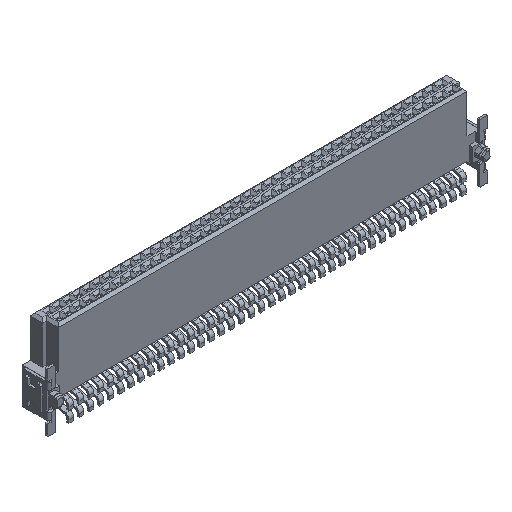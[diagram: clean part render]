
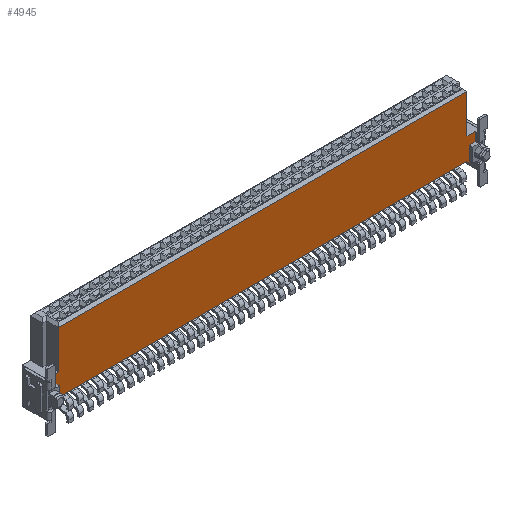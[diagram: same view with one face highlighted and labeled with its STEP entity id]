
A CAD part, isometric view. The second image highlights one B-rep face of the part: STEP entity #4945.
In plain terms, the highlighted planar face has unit normal (0, -1, 0).
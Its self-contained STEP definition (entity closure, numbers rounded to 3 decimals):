
#4822=AXIS2_PLACEMENT_3D('Plane Axis2P3D',#4819,#4820,#4821) ;
#908=CARTESIAN_POINT('Vertex',(1.115,1.373,5.8)) ;
#911=CARTESIAN_POINT('Line Origine',(1.63,1.373,5.8)) ;
#915=CARTESIAN_POINT('Vertex',(2.145,1.373,5.8)) ;
#1047=CARTESIAN_POINT('Vertex',(53.695,1.373,5.8)) ;
#1050=CARTESIAN_POINT('Line Origine',(54.21,1.373,5.8)) ;
#1054=CARTESIAN_POINT('Vertex',(54.725,1.373,5.8)) ;
#3854=CARTESIAN_POINT('Vertex',(1.115,1.373,2.85)) ;
#3859=CARTESIAN_POINT('Line Origine',(1.48,1.373,2.85)) ;
#3863=CARTESIAN_POINT('Vertex',(1.845,1.373,2.85)) ;
#4146=CARTESIAN_POINT('Vertex',(1.115,1.373,4.65)) ;
#4158=CARTESIAN_POINT('Vertex',(1.845,1.373,4.65)) ;
#4161=CARTESIAN_POINT('Line Origine',(1.48,1.373,4.65)) ;
#4806=CARTESIAN_POINT('Line Origine',(1.115,1.373,5.225)) ;
#4819=CARTESIAN_POINT('Axis2P3D Location',(43.995,1.373,10.85)) ;
#4824=CARTESIAN_POINT('Line Origine',(27.92,1.373,3.)) ;
#4828=CARTESIAN_POINT('Vertex',(53.695,1.373,3.)) ;
#4830=CARTESIAN_POINT('Vertex',(2.145,1.373,3.)) ;
#4833=CARTESIAN_POINT('Line Origine',(53.945,1.373,2.75)) ;
#4837=CARTESIAN_POINT('Vertex',(54.195,1.373,2.5)) ;
#4840=CARTESIAN_POINT('Line Origine',(54.46,1.373,2.5)) ;
#4844=CARTESIAN_POINT('Vertex',(54.725,1.373,2.5)) ;
#4847=CARTESIAN_POINT('Line Origine',(54.725,1.373,2.675)) ;
#4851=CARTESIAN_POINT('Vertex',(54.725,1.373,2.85)) ;
#4854=CARTESIAN_POINT('Line Origine',(54.36,1.373,2.85)) ;
#4858=CARTESIAN_POINT('Vertex',(53.995,1.373,2.85)) ;
#4861=CARTESIAN_POINT('Line Origine',(53.995,1.373,3.75)) ;
#4865=CARTESIAN_POINT('Vertex',(53.995,1.373,4.65)) ;
#4868=CARTESIAN_POINT('Line Origine',(54.36,1.373,4.65)) ;
#4872=CARTESIAN_POINT('Vertex',(54.725,1.373,4.65)) ;
#4875=CARTESIAN_POINT('Line Origine',(54.725,1.373,5.225)) ;
#4880=CARTESIAN_POINT('Line Origine',(53.695,1.373,8.225)) ;
#4884=CARTESIAN_POINT('Vertex',(53.695,1.373,10.65)) ;
#4887=CARTESIAN_POINT('Line Origine',(27.92,1.373,10.65)) ;
#4891=CARTESIAN_POINT('Vertex',(2.145,1.373,10.65)) ;
#4894=CARTESIAN_POINT('Line Origine',(2.145,1.373,8.225)) ;
#4899=CARTESIAN_POINT('Line Origine',(1.845,1.373,3.75)) ;
#4904=CARTESIAN_POINT('Line Origine',(1.115,1.373,2.675)) ;
#4908=CARTESIAN_POINT('Vertex',(1.115,1.373,2.5)) ;
#4911=CARTESIAN_POINT('Line Origine',(1.38,1.373,2.5)) ;
#4915=CARTESIAN_POINT('Vertex',(1.645,1.373,2.5)) ;
#4918=CARTESIAN_POINT('Line Origine',(1.895,1.373,2.75)) ;
#912=DIRECTION('Vector Direction',(-1.,0.,0.)) ;
#1051=DIRECTION('Vector Direction',(-1.,0.,0.)) ;
#3860=DIRECTION('Vector Direction',(-1.,0.,0.)) ;
#4162=DIRECTION('Vector Direction',(1.,0.,0.)) ;
#4807=DIRECTION('Vector Direction',(0.,0.,-1.)) ;
#4820=DIRECTION('Axis2P3D Direction',(0.,-1.,0.)) ;
#4821=DIRECTION('Axis2P3D XDirection',(0.,0.,-1.)) ;
#4825=DIRECTION('Vector Direction',(-1.,0.,0.)) ;
#4834=DIRECTION('Vector Direction',(0.707,0.,-0.707)) ;
#4841=DIRECTION('Vector Direction',(1.,0.,0.)) ;
#4848=DIRECTION('Vector Direction',(0.,0.,1.)) ;
#4855=DIRECTION('Vector Direction',(-1.,0.,0.)) ;
#4862=DIRECTION('Vector Direction',(0.,0.,1.)) ;
#4869=DIRECTION('Vector Direction',(1.,0.,0.)) ;
#4876=DIRECTION('Vector Direction',(0.,0.,1.)) ;
#4881=DIRECTION('Vector Direction',(0.,0.,1.)) ;
#4888=DIRECTION('Vector Direction',(-1.,0.,0.)) ;
#4895=DIRECTION('Vector Direction',(0.,0.,-1.)) ;
#4900=DIRECTION('Vector Direction',(0.,0.,-1.)) ;
#4905=DIRECTION('Vector Direction',(0.,0.,-1.)) ;
#4912=DIRECTION('Vector Direction',(1.,0.,0.)) ;
#4919=DIRECTION('Vector Direction',(0.707,0.,0.707)) ;
#913=VECTOR('Line Direction',#912,1.) ;
#1052=VECTOR('Line Direction',#1051,1.) ;
#3861=VECTOR('Line Direction',#3860,1.) ;
#4163=VECTOR('Line Direction',#4162,1.) ;
#4808=VECTOR('Line Direction',#4807,1.) ;
#4826=VECTOR('Line Direction',#4825,1.) ;
#4835=VECTOR('Line Direction',#4834,1.) ;
#4842=VECTOR('Line Direction',#4841,1.) ;
#4849=VECTOR('Line Direction',#4848,1.) ;
#4856=VECTOR('Line Direction',#4855,1.) ;
#4863=VECTOR('Line Direction',#4862,1.) ;
#4870=VECTOR('Line Direction',#4869,1.) ;
#4877=VECTOR('Line Direction',#4876,1.) ;
#4882=VECTOR('Line Direction',#4881,1.) ;
#4889=VECTOR('Line Direction',#4888,1.) ;
#4896=VECTOR('Line Direction',#4895,1.) ;
#4901=VECTOR('Line Direction',#4900,1.) ;
#4906=VECTOR('Line Direction',#4905,1.) ;
#4913=VECTOR('Line Direction',#4912,1.) ;
#4920=VECTOR('Line Direction',#4919,1.) ;
#4924=ORIENTED_EDGE('',*,*,#4832,.F.) ;
#4925=ORIENTED_EDGE('',*,*,#4839,.T.) ;
#4926=ORIENTED_EDGE('',*,*,#4846,.T.) ;
#4927=ORIENTED_EDGE('',*,*,#4853,.T.) ;
#4928=ORIENTED_EDGE('',*,*,#4860,.T.) ;
#4929=ORIENTED_EDGE('',*,*,#4867,.T.) ;
#4930=ORIENTED_EDGE('',*,*,#4874,.T.) ;
#4931=ORIENTED_EDGE('',*,*,#4879,.T.) ;
#4932=ORIENTED_EDGE('',*,*,#1056,.T.) ;
#4933=ORIENTED_EDGE('',*,*,#4886,.T.) ;
#4934=ORIENTED_EDGE('',*,*,#4893,.T.) ;
#4935=ORIENTED_EDGE('',*,*,#4898,.T.) ;
#4936=ORIENTED_EDGE('',*,*,#917,.T.) ;
#4937=ORIENTED_EDGE('',*,*,#4810,.T.) ;
#4938=ORIENTED_EDGE('',*,*,#4165,.T.) ;
#4939=ORIENTED_EDGE('',*,*,#4903,.T.) ;
#4940=ORIENTED_EDGE('',*,*,#3865,.T.) ;
#4941=ORIENTED_EDGE('',*,*,#4910,.T.) ;
#4942=ORIENTED_EDGE('',*,*,#4917,.T.) ;
#4943=ORIENTED_EDGE('',*,*,#4922,.T.) ;
#4945=ADVANCED_FACE('Hauptk\X2\00F6\X0\rper',(#4944),#4823,.T.) ;
#917=EDGE_CURVE('',#916,#909,#914,.T.) ;
#1056=EDGE_CURVE('',#1055,#1048,#1053,.T.) ;
#3865=EDGE_CURVE('',#3864,#3855,#3862,.T.) ;
#4165=EDGE_CURVE('',#4147,#4159,#4164,.T.) ;
#4810=EDGE_CURVE('',#909,#4147,#4809,.T.) ;
#4832=EDGE_CURVE('',#4829,#4831,#4827,.T.) ;
#4839=EDGE_CURVE('',#4829,#4838,#4836,.T.) ;
#4846=EDGE_CURVE('',#4838,#4845,#4843,.T.) ;
#4853=EDGE_CURVE('',#4845,#4852,#4850,.T.) ;
#4860=EDGE_CURVE('',#4852,#4859,#4857,.T.) ;
#4867=EDGE_CURVE('',#4859,#4866,#4864,.T.) ;
#4874=EDGE_CURVE('',#4866,#4873,#4871,.T.) ;
#4879=EDGE_CURVE('',#4873,#1055,#4878,.T.) ;
#4886=EDGE_CURVE('',#1048,#4885,#4883,.T.) ;
#4893=EDGE_CURVE('',#4885,#4892,#4890,.T.) ;
#4898=EDGE_CURVE('',#4892,#916,#4897,.T.) ;
#4903=EDGE_CURVE('',#4159,#3864,#4902,.T.) ;
#4910=EDGE_CURVE('',#3855,#4909,#4907,.T.) ;
#4917=EDGE_CURVE('',#4909,#4916,#4914,.T.) ;
#4922=EDGE_CURVE('',#4916,#4831,#4921,.T.) ;
#4923=EDGE_LOOP('',(#4924,#4925,#4926,#4927,#4928,#4929,#4930,#4931,#4932,#4933,#4934,#4935,#4936,#4937,#4938,#4939,#4940,#4941,#4942,#4943)) ;
#4944=FACE_OUTER_BOUND('',#4923,.T.) ;
#914=LINE('Line',#911,#913) ;
#1053=LINE('Line',#1050,#1052) ;
#3862=LINE('Line',#3859,#3861) ;
#4164=LINE('Line',#4161,#4163) ;
#4809=LINE('Line',#4806,#4808) ;
#4827=LINE('Line',#4824,#4826) ;
#4836=LINE('Line',#4833,#4835) ;
#4843=LINE('Line',#4840,#4842) ;
#4850=LINE('Line',#4847,#4849) ;
#4857=LINE('Line',#4854,#4856) ;
#4864=LINE('Line',#4861,#4863) ;
#4871=LINE('Line',#4868,#4870) ;
#4878=LINE('Line',#4875,#4877) ;
#4883=LINE('Line',#4880,#4882) ;
#4890=LINE('Line',#4887,#4889) ;
#4897=LINE('Line',#4894,#4896) ;
#4902=LINE('Line',#4899,#4901) ;
#4907=LINE('Line',#4904,#4906) ;
#4914=LINE('Line',#4911,#4913) ;
#4921=LINE('Line',#4918,#4920) ;
#4823=PLANE('',#4822) ;
#909=VERTEX_POINT('',#908) ;
#916=VERTEX_POINT('',#915) ;
#1048=VERTEX_POINT('',#1047) ;
#1055=VERTEX_POINT('',#1054) ;
#3855=VERTEX_POINT('',#3854) ;
#3864=VERTEX_POINT('',#3863) ;
#4147=VERTEX_POINT('',#4146) ;
#4159=VERTEX_POINT('',#4158) ;
#4829=VERTEX_POINT('',#4828) ;
#4831=VERTEX_POINT('',#4830) ;
#4838=VERTEX_POINT('',#4837) ;
#4845=VERTEX_POINT('',#4844) ;
#4852=VERTEX_POINT('',#4851) ;
#4859=VERTEX_POINT('',#4858) ;
#4866=VERTEX_POINT('',#4865) ;
#4873=VERTEX_POINT('',#4872) ;
#4885=VERTEX_POINT('',#4884) ;
#4892=VERTEX_POINT('',#4891) ;
#4909=VERTEX_POINT('',#4908) ;
#4916=VERTEX_POINT('',#4915) ;
